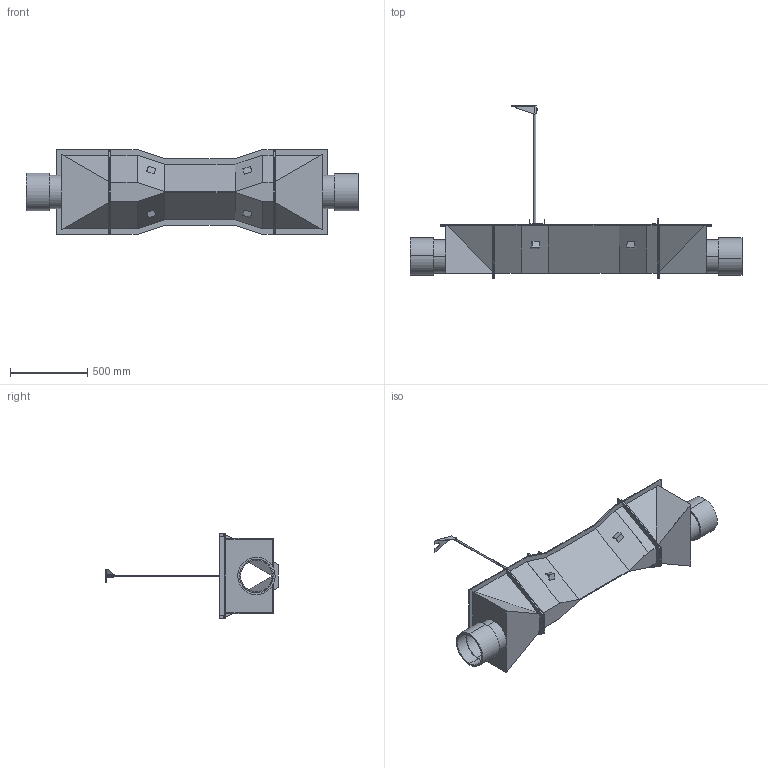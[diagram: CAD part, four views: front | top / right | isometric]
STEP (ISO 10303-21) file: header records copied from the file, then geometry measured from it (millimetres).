
FILE_DESCRIPTION (( 'STEP AP214' ), '1' );
FILE_NAME ('Ex Lg Trap Flume Assy with options.STEP', '2020-12-17T13:02:48', ( '' ), ( '' ), 'SwSTEP 2.0', 'SolidWorks 2020', '' );
FILE_SCHEMA (( 'AUTOMOTIVE_DESIGN' ));
Length unit declared in the file: inch
Products named in the file (15): Copy of Copy of Copy of Copy of Ultrasonic Transducer Assy^Ex Lg Trap Flume Assy;  - Extra Lg Trap Flume; hex nut_ai_HNUT 0.2500-20-D-N;  - Ex Lg Trap End Adapter_6 Inch pipe - Default; Copy of 49976 Rev ATop Bracket Tube^Copy of 49976 Rev ATop Bracket Assembly_Copy of Copy of Copy of Copy of Ultrasonic Transducer Assy_Ex Lg Trap Flume Assy; Ex Lg Trap Staff Gauge_ENGLISH STAFF GAUGE; Copy of C Channel Ultrasonic Bkt^Copy of Copy of Copy of Copy of Ultrasonic Transducer Assy_Ex Lg Trap Flume Assy_Default<As Machined>; Copy of 49976 Rev ATop Bracket Assembly^Copy of Copy of Copy of Copy of Ultrasonic Transducer Assy_Ex Lg Trap Flume Assy; Angle bracket; Fernco Coupler_8 INCH FERNCO FITTING; Copy of 49976 Rev Abase plate^Copy of Copy of Copy of Copy of Ultrasonic Transducer Assy_Ex Lg Trap Flume Assy; Copy of 49976 Rev Ashaft^Copy of Copy of Copy of Copy of Ultrasonic Transducer Assy_Ex Lg Trap Flume Assy; Spreader Part5_Default<As Machined>; Copy of 49976 Rev ATop Bracket Rev A sheet metal^Copy of 49976 Rev ATop Bracket Assembly_Copy of Copy of Copy of Copy of Ultrasonic Transducer Assy_Ex Lg Trap Flume Assy; Ex Lg Trap Flume Assy with options
Assembly tree (19 placements, depth 4):
  Ex Lg Trap Flume Assy with options
     - Extra Lg Trap Flume
     - Ex Lg Trap End Adapter_6 Inch pipe - Default  x2
    Copy of Copy of Copy of Copy of Ultrasonic Transducer Assy^Ex Lg Trap Flume Assy
      Copy of 49976 Rev Abase plate^Copy of Copy of Copy of Copy of Ultrasonic Transducer Assy_Ex Lg Trap Flume Assy
      Copy of 49976 Rev Ashaft^Copy of Copy of Copy of Copy of Ultrasonic Transducer Assy_Ex Lg Trap Flume Assy
      Copy of 49976 Rev ATop Bracket Assembly^Copy of Copy of Copy of Copy of Ultrasonic Transducer Assy_Ex Lg Trap Flume Assy
        hex nut_ai_HNUT 0.2500-20-D-N
        Copy of 49976 Rev ATop Bracket Tube^Copy of 49976 Rev ATop Bracket Assembly_Copy of Copy of Copy of Copy of Ultrasonic Transducer Assy_Ex Lg Trap Flume Assy
        Copy of 49976 Rev ATop Bracket Rev A sheet metal^Copy of 49976 Rev ATop Bracket Assembly_Copy of Copy of Copy of Copy of Ultrasonic Transducer Assy_Ex Lg Trap Flume Assy
      Copy of C Channel Ultrasonic Bkt^Copy of Copy of Copy of Copy of Ultrasonic Transducer Assy_Ex Lg Trap Flume Assy_Default<As Machined>
    Ex Lg Trap Staff Gauge_ENGLISH STAFF GAUGE
    Spreader Part5_Default<As Machined>
    Fernco Coupler_8 INCH FERNCO FITTING  x2
    Angle bracket  x4
Bounding box: 2143.12 x 1111.3 x 542.92 mm (x, y, z)
Volume: 16631365 mm3; surface area: 5175794.6 mm2
Topology: 17 solids, 17 shells, 247 faces, 581 edges, 364 vertices
Faces by surface type: plane 192, cylinder 37, cone 16, bspline 2
Entity records: 7049 total; most frequent: CARTESIAN_POINT 1359, DIRECTION 893, ORIENTED_EDGE 886, EDGE_CURVE 443, VECTOR 341, LINE 341, VERTEX_POINT 276, AXIS2_PLACEMENT_3D 276
